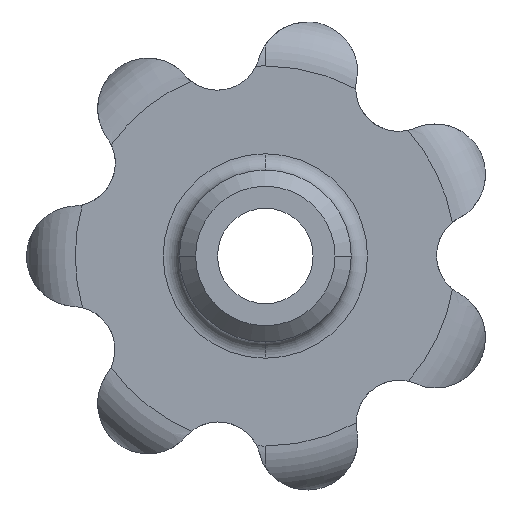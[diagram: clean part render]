
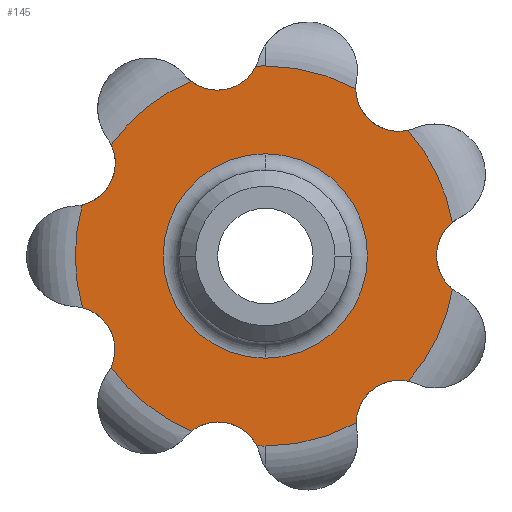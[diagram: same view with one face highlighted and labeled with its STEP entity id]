
A CAD part, front view. The second image highlights one B-rep face of the part: STEP entity #145.
In plain terms, the highlighted planar face has unit normal (0, -1, 0).
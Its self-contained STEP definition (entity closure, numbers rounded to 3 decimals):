
#145 = ADVANCED_FACE( '', ( #289, #290 ), #291, .T. );
#289 = FACE_OUTER_BOUND( '', #434, .T. );
#290 = FACE_BOUND( '', #435, .T. );
#291 = PLANE( '', #436 );
#434 = EDGE_LOOP( '', ( #1034, #1035, #1036, #1037, #1038, #1039, #1040, #1041, #1042, #1043, #1044, #1045, #1046, #1047, #1048, #1049 ) );
#435 = EDGE_LOOP( '', ( #1050, #1051, #1052 ) );
#436 = AXIS2_PLACEMENT_3D( '', #1053, #1054, #1055 );
#1034 = ORIENTED_EDGE( '', *, *, #1152, .T. );
#1035 = ORIENTED_EDGE( '', *, *, #1241, .F. );
#1036 = ORIENTED_EDGE( '', *, *, #1222, .T. );
#1037 = ORIENTED_EDGE( '', *, *, #1236, .F. );
#1038 = ORIENTED_EDGE( '', *, *, #1209, .T. );
#1039 = ORIENTED_EDGE( '', *, *, #1234, .F. );
#1040 = ORIENTED_EDGE( '', *, *, #1095, .F. );
#1041 = ORIENTED_EDGE( '', *, *, #1202, .T. );
#1042 = ORIENTED_EDGE( '', *, *, #1230, .F. );
#1043 = ORIENTED_EDGE( '', *, *, #1189, .T. );
#1044 = ORIENTED_EDGE( '', *, *, #1232, .F. );
#1045 = ORIENTED_EDGE( '', *, *, #1177, .T. );
#1046 = ORIENTED_EDGE( '', *, *, #1083, .F. );
#1047 = ORIENTED_EDGE( '', *, *, #1235, .F. );
#1048 = ORIENTED_EDGE( '', *, *, #1165, .T. );
#1049 = ORIENTED_EDGE( '', *, *, #1238, .F. );
#1050 = ORIENTED_EDGE( '', *, *, #1257, .T. );
#1051 = ORIENTED_EDGE( '', *, *, #1060, .T. );
#1052 = ORIENTED_EDGE( '', *, *, #1258, .T. );
#1053 = CARTESIAN_POINT( '', ( 15.3, 17., 0. ) );
#1054 = DIRECTION( '', ( 0., -1., 0. ) );
#1055 = DIRECTION( '', ( -1., 0., 0. ) );
#1060 = EDGE_CURVE( '', #1260, #1266, #1268, .T. );
#1083 = EDGE_CURVE( '', #1309, #1312, #1313, .T. );
#1095 = EDGE_CURVE( '', #1334, #1324, #1336, .T. );
#1152 = EDGE_CURVE( '', #1436, #1434, #1437, .T. );
#1165 = EDGE_CURVE( '', #1459, #1457, #1460, .T. );
#1177 = EDGE_CURVE( '', #1478, #1312, #1479, .T. );
#1189 = EDGE_CURVE( '', #1499, #1497, #1500, .T. );
#1202 = EDGE_CURVE( '', #1334, #1520, #1522, .T. );
#1209 = EDGE_CURVE( '', #1531, #1529, #1532, .T. );
#1222 = EDGE_CURVE( '', #1554, #1552, #1555, .T. );
#1230 = EDGE_CURVE( '', #1499, #1520, #1567, .T. );
#1232 = EDGE_CURVE( '', #1478, #1497, #1569, .T. );
#1234 = EDGE_CURVE( '', #1324, #1529, #1571, .T. );
#1235 = EDGE_CURVE( '', #1459, #1309, #1572, .T. );
#1236 = EDGE_CURVE( '', #1531, #1552, #1573, .T. );
#1238 = EDGE_CURVE( '', #1436, #1457, #1575, .T. );
#1241 = EDGE_CURVE( '', #1554, #1434, #1578, .T. );
#1257 = EDGE_CURVE( '', #1594, #1260, #1595, .T. );
#1258 = EDGE_CURVE( '', #1266, #1594, #1596, .T. );
#1260 = VERTEX_POINT( '', #1598 );
#1266 = VERTEX_POINT( '', #1604 );
#1268 = CIRCLE( '', #1606, 10.7 );
#1309 = VERTEX_POINT( '', #1727 );
#1312 = VERTEX_POINT( '', #1730 );
#1313 = CIRCLE( '', #1731, 19.9 );
#1324 = VERTEX_POINT( '', #1782 );
#1334 = VERTEX_POINT( '', #1829 );
#1336 = CIRCLE( '', #1834, 19.9 );
#1434 = VERTEX_POINT( '', #2237 );
#1436 = VERTEX_POINT( '', #2242 );
#1437 = CIRCLE( '', #2243, 4.5 );
#1457 = VERTEX_POINT( '', #2338 );
#1459 = VERTEX_POINT( '', #2345 );
#1460 = CIRCLE( '', #2346, 4.5 );
#1478 = VERTEX_POINT( '', #2441 );
#1479 = CIRCLE( '', #2442, 4.5 );
#1497 = VERTEX_POINT( '', #2534 );
#1499 = VERTEX_POINT( '', #2539 );
#1500 = CIRCLE( '', #2540, 4.5 );
#1520 = VERTEX_POINT( '', #2631 );
#1522 = CIRCLE( '', #2638, 4.5 );
#1529 = VERTEX_POINT( '', #2672 );
#1531 = VERTEX_POINT( '', #2677 );
#1532 = CIRCLE( '', #2678, 4.5 );
#1552 = VERTEX_POINT( '', #2773 );
#1554 = VERTEX_POINT( '', #2778 );
#1555 = CIRCLE( '', #2779, 4.5 );
#1567 = CIRCLE( '', #2832, 19.9 );
#1569 = CIRCLE( '', #2834, 19.9 );
#1571 = CIRCLE( '', #2836, 19.9 );
#1572 = CIRCLE( '', #2837, 19.9 );
#1573 = CIRCLE( '', #2838, 19.9 );
#1575 = CIRCLE( '', #2840, 19.9 );
#1578 = CIRCLE( '', #2843, 19.9 );
#1594 = VERTEX_POINT( '', #2859 );
#1595 = CIRCLE( '', #2860, 10.7 );
#1596 = CIRCLE( '', #2861, 10.7 );
#1598 = CARTESIAN_POINT( '', ( 0., 17., -10.7 ) );
#1604 = CARTESIAN_POINT( '', ( 0., 17., 10.7 ) );
#1606 = AXIS2_PLACEMENT_3D( '', #2874, #2875, #2876 );
#1727 = CARTESIAN_POINT( '', ( 0., 17., 19.9 ) );
#1730 = CARTESIAN_POINT( '', ( 9.462, 17., 17.507 ) );
#1731 = AXIS2_PLACEMENT_3D( '', #2911, #2912, #2913 );
#1782 = CARTESIAN_POINT( '', ( 0., 17., -19.9 ) );
#1829 = CARTESIAN_POINT( '', ( 9.523, 17., -17.473 ) );
#1834 = AXIS2_PLACEMENT_3D( '', #2923, #2924, #2925 );
#2237 = CARTESIAN_POINT( '', ( -19.168, 17., 5.348 ) );
#2242 = CARTESIAN_POINT( '', ( -16.138, 17., 11.643 ) );
#2243 = AXIS2_PLACEMENT_3D( '', #2963, #2964, #2965 );
#2338 = CARTESIAN_POINT( '', ( -7.779, 17., 18.317 ) );
#2345 = CARTESIAN_POINT( '', ( -0.969, 17., 19.876 ) );
#2346 = AXIS2_PLACEMENT_3D( '', #2969, #2970, #2971 );
#2441 = CARTESIAN_POINT( '', ( 14.929, 17., 13.158 ) );
#2442 = AXIS2_PLACEMENT_3D( '', #2975, #2976, #2977 );
#2534 = CARTESIAN_POINT( '', ( 19.585, 17., 3.527 ) );
#2539 = CARTESIAN_POINT( '', ( 19.597, 17., -3.459 ) );
#2540 = AXIS2_PLACEMENT_3D( '', #2981, #2982, #2983 );
#2631 = CARTESIAN_POINT( '', ( 14.975, 17., -13.105 ) );
#2638 = AXIS2_PLACEMENT_3D( '', #2987, #2988, #2989 );
#2672 = CARTESIAN_POINT( '', ( -0.899, 17., -19.88 ) );
#2677 = CARTESIAN_POINT( '', ( -7.715, 17., -18.344 ) );
#2678 = AXIS2_PLACEMENT_3D( '', #2993, #2994, #2995 );
#2773 = CARTESIAN_POINT( '', ( -16.145, 17., -11.634 ) );
#2778 = CARTESIAN_POINT( '', ( -19.146, 17., -5.427 ) );
#2779 = AXIS2_PLACEMENT_3D( '', #2999, #3000, #3001 );
#2832 = AXIS2_PLACEMENT_3D( '', #3003, #3004, #3005 );
#2834 = AXIS2_PLACEMENT_3D( '', #3009, #3010, #3011 );
#2836 = AXIS2_PLACEMENT_3D( '', #3015, #3016, #3017 );
#2837 = AXIS2_PLACEMENT_3D( '', #3018, #3019, #3020 );
#2838 = AXIS2_PLACEMENT_3D( '', #3021, #3022, #3023 );
#2840 = AXIS2_PLACEMENT_3D( '', #3027, #3028, #3029 );
#2843 = AXIS2_PLACEMENT_3D( '', #3036, #3037, #3038 );
#2859 = CARTESIAN_POINT( '', ( 10.7, 17., 0. ) );
#2860 = AXIS2_PLACEMENT_3D( '', #3084, #3085, #3086 );
#2861 = AXIS2_PLACEMENT_3D( '', #3087, #3088, #3089 );
#2874 = CARTESIAN_POINT( '', ( 0., 17., 0. ) );
#2875 = DIRECTION( '', ( 0., 1., 0. ) );
#2876 = DIRECTION( '', ( 1., 0., 0. ) );
#2911 = CARTESIAN_POINT( '', ( 0., 17., 0. ) );
#2912 = DIRECTION( '', ( 0., 1., 0. ) );
#2913 = DIRECTION( '', ( 1., 0., 0. ) );
#2923 = CARTESIAN_POINT( '', ( 0., 17., 0. ) );
#2924 = DIRECTION( '', ( 0., 1., 0. ) );
#2925 = DIRECTION( '', ( 1., 0., 0. ) );
#2963 = CARTESIAN_POINT( '', ( -20.209, 17., 9.726 ) );
#2964 = DIRECTION( '', ( 0., 1., 0. ) );
#2965 = DIRECTION( '', ( 0.103, 0., -0.995 ) );
#2969 = CARTESIAN_POINT( '', ( -5.007, 17., 21.862 ) );
#2970 = DIRECTION( '', ( 0., 1., 0. ) );
#2971 = DIRECTION( '', ( -0.713, 0., -0.701 ) );
#2975 = CARTESIAN_POINT( '', ( 13.962, 17., 17.552 ) );
#2976 = DIRECTION( '', ( 0., 1., 0. ) );
#2977 = DIRECTION( '', ( -0.993, 0., 0.12 ) );
#2981 = CARTESIAN_POINT( '', ( 22.428, 17., 0.039 ) );
#2982 = DIRECTION( '', ( 0., 1., 0. ) );
#2983 = DIRECTION( '', ( -0.525, 0., 0.851 ) );
#2987 = CARTESIAN_POINT( '', ( 14.023, 17., -17.503 ) );
#2988 = DIRECTION( '', ( 0., 1., 0. ) );
#2989 = DIRECTION( '', ( 0.337, 0., 0.941 ) );
#2993 = CARTESIAN_POINT( '', ( -4.931, 17., -21.879 ) );
#2994 = DIRECTION( '', ( 0., 1., 0. ) );
#2995 = DIRECTION( '', ( 0.946, 0., 0.324 ) );
#2999 = CARTESIAN_POINT( '', ( -20.25, 17., -9.789 ) );
#3000 = DIRECTION( '', ( 0., 1., 0. ) );
#3001 = DIRECTION( '', ( 0.839, 0., -0.544 ) );
#3003 = CARTESIAN_POINT( '', ( 0., 17., 0. ) );
#3004 = DIRECTION( '', ( 0., 1., 0. ) );
#3005 = DIRECTION( '', ( 1., 0., 0. ) );
#3009 = CARTESIAN_POINT( '', ( 0., 17., 0. ) );
#3010 = DIRECTION( '', ( 0., 1., 0. ) );
#3011 = DIRECTION( '', ( 1., 0., 0. ) );
#3015 = CARTESIAN_POINT( '', ( 0., 17., 0. ) );
#3016 = DIRECTION( '', ( 0., 1., 0. ) );
#3017 = DIRECTION( '', ( 1., 0., 0. ) );
#3018 = CARTESIAN_POINT( '', ( 0., 17., 0. ) );
#3019 = DIRECTION( '', ( 0., 1., 0. ) );
#3020 = DIRECTION( '', ( 1., 0., 0. ) );
#3021 = CARTESIAN_POINT( '', ( 0., 17., 0. ) );
#3022 = DIRECTION( '', ( 0., 1., 0. ) );
#3023 = DIRECTION( '', ( 1., 0., 0. ) );
#3027 = CARTESIAN_POINT( '', ( 0., 17., 0. ) );
#3028 = DIRECTION( '', ( 0., 1., 0. ) );
#3029 = DIRECTION( '', ( 1., 0., 0. ) );
#3036 = CARTESIAN_POINT( '', ( 0., 17., 0. ) );
#3037 = DIRECTION( '', ( 0., 1., 0. ) );
#3038 = DIRECTION( '', ( 1., 0., 0. ) );
#3084 = CARTESIAN_POINT( '', ( 0., 17., 0. ) );
#3085 = DIRECTION( '', ( 0., 1., 0. ) );
#3086 = DIRECTION( '', ( 1., 0., 0. ) );
#3087 = CARTESIAN_POINT( '', ( 0., 17., 0. ) );
#3088 = DIRECTION( '', ( 0., 1., 0. ) );
#3089 = DIRECTION( '', ( 1., 0., 0. ) );
